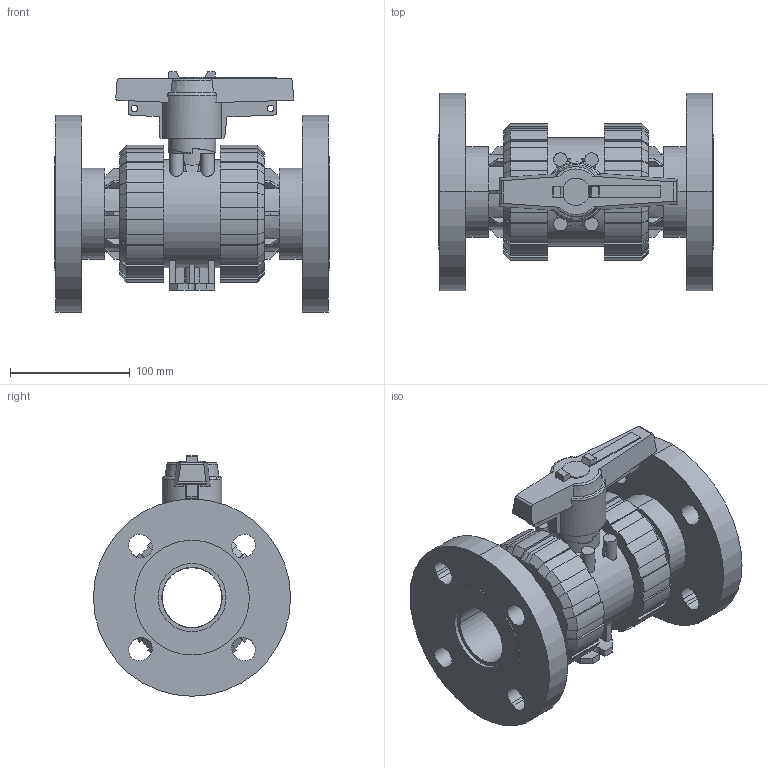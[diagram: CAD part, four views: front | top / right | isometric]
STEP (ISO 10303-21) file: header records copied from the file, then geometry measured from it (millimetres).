
FILE_DESCRIPTION(('STEP AP214'),'1');
FILE_NAME('cctmp_E8D51CE6-B222-436B-B3F6-08F23FF8ECF4_2022_05_05_11_21_18_0480..stp','2022-05-05T09:21:19',('Praher Valves GmbH'),('CADClick - www.CADClick.com'),'Spatial InterOp 3D',' ','unknown authorization');
FILE_SCHEMA(('AUTOMOTIVE_DESIGN'));
Length unit declared in the file: millimetre
Products named in the file (9): cc_unnamed; 129927A_7; 129927A_6; 129927A_5; 129927A_4; 129927A_3; 129927A_2; 129927A_1; 129927A
Assembly tree (8 placements, depth 2):
  cc_unnamed
    129927A_7
    129927A_6
    129927A_5
    129927A_4
    129927A_3
    129927A_2
    129927A_1
    129927A
Bounding box: 230 x 165 x 201.17 mm (x, y, z)
Volume: 1907923 mm3; surface area: 363267.8 mm2
Topology: 8 solids, 8 shells, 578 faces, 1642 edges, 1094 vertices
Faces by surface type: plane 276, cylinder 166, cone 80, bspline 48, torus 8
Entity records: 25223 total; most frequent: CARTESIAN_POINT 5670, ORIENTED_EDGE 3284, DIRECTION 2886, EDGE_CURVE 1642, VERTEX_POINT 1094, AXIS2_PLACEMENT_3D 1023, LINE 840, VECTOR 840
